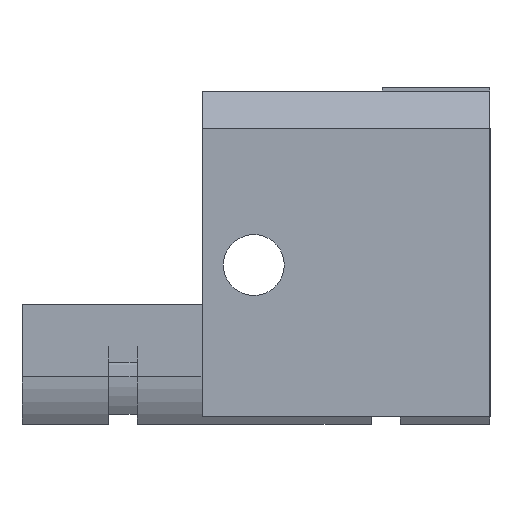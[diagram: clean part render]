
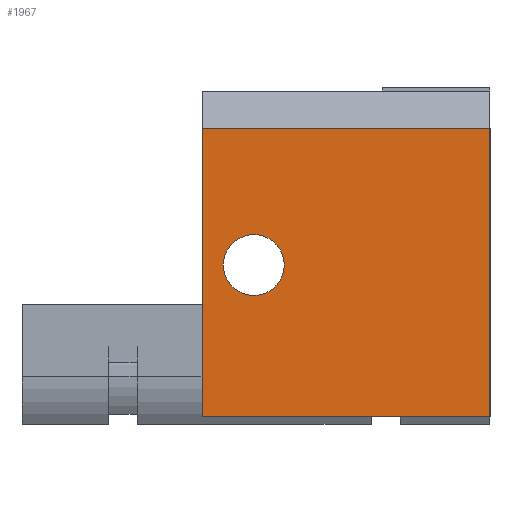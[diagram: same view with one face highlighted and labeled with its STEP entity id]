
A CAD part, left-side view. The second image highlights one B-rep face of the part: STEP entity #1967.
In plain terms, the highlighted planar face has unit normal (-1, 0, 0).
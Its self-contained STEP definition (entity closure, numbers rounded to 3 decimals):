
#217 = VECTOR ( 'NONE', #2888, 1000. ) ;
#218 = CARTESIAN_POINT ( 'NONE',  ( -35.125, 32.1, -38.5 ) ) ;
#274 = LINE ( 'NONE', #3026, #217 ) ;
#441 = DIRECTION ( 'NONE',  ( 0., 0., -1. ) ) ;
#487 = VERTEX_POINT ( 'NONE', #5284 ) ;
#676 = DIRECTION ( 'NONE',  ( 0., 0., -1. ) ) ;
#686 = DIRECTION ( 'NONE',  ( 1., 0., 0. ) ) ;
#710 = EDGE_LOOP ( 'NONE', ( #2011, #2063 ) ) ;
#719 = EDGE_LOOP ( 'NONE', ( #1840, #1898, #1923, #1992 ) ) ;
#770 = CARTESIAN_POINT ( 'NONE',  ( -35.125, 0., 0. ) ) ;
#831 = PLANE ( 'NONE',  #5559 ) ;
#983 = VERTEX_POINT ( 'NONE', #3905 ) ;
#1363 = EDGE_CURVE ( 'NONE', #2345, #983, #274, .T. ) ;
#1557 = CARTESIAN_POINT ( 'NONE',  ( -35.125, 32.1, -38.5 ) ) ;
#1708 = CARTESIAN_POINT ( 'NONE',  ( -35.125, 24.9, -17.5 ) ) ;
#1840 = ORIENTED_EDGE ( 'NONE', *, *, #2292, .T. ) ;
#1898 = ORIENTED_EDGE ( 'NONE', *, *, #3471, .T. ) ;
#1918 = CARTESIAN_POINT ( 'NONE',  ( -35.125, -7.9, 1.5 ) ) ;
#1923 = ORIENTED_EDGE ( 'NONE', *, *, #1363, .T. ) ;
#1967 = ADVANCED_FACE ( 'NONE', ( #6022, #6041 ), #831, .F. ) ;
#1992 = ORIENTED_EDGE ( 'NONE', *, *, #4395, .T. ) ;
#2011 = ORIENTED_EDGE ( 'NONE', *, *, #3771, .F. ) ;
#2028 = CIRCLE ( 'NONE', #6026, 4.225 ) ;
#2063 = ORIENTED_EDGE ( 'NONE', *, *, #5304, .F. ) ;
#2170 = DIRECTION ( 'NONE',  ( 0., 0., 1. ) ) ;
#2292 = EDGE_CURVE ( 'NONE', #2342, #3140, #5410, .T. ) ;
#2342 = VERTEX_POINT ( 'NONE', #1557 ) ;
#2345 = VERTEX_POINT ( 'NONE', #1918 ) ;
#2402 = CARTESIAN_POINT ( 'NONE',  ( -35.125, 24.9, -21.725 ) ) ;
#2434 = DIRECTION ( 'NONE',  ( 0., 0., 1. ) ) ;
#2450 = DIRECTION ( 'NONE',  ( -1., 0., 0. ) ) ;
#2464 = CARTESIAN_POINT ( 'NONE',  ( -35.125, 24.9, -17.5 ) ) ;
#2718 = VECTOR ( 'NONE', #441, 1000. ) ;
#2733 = LINE ( 'NONE', #218, #2718 ) ;
#2858 = CARTESIAN_POINT ( 'NONE',  ( -35.125, -7.9, -38.5 ) ) ;
#2888 = DIRECTION ( 'NONE',  ( 0., 1., 0. ) ) ;
#3026 = CARTESIAN_POINT ( 'NONE',  ( -35.125, -7.9, 1.5 ) ) ;
#3140 = VERTEX_POINT ( 'NONE', #2858 ) ;
#3324 = CIRCLE ( 'NONE', #3565, 4.225 ) ;
#3471 = EDGE_CURVE ( 'NONE', #3140, #2345, #3903, .T. ) ;
#3565 = AXIS2_PLACEMENT_3D ( 'NONE', #2464, #2450, #2434 ) ;
#3771 = EDGE_CURVE ( 'NONE', #487, #4956, #3324, .T. ) ;
#3866 = VECTOR ( 'NONE', #5006, 1000. ) ;
#3903 = LINE ( 'NONE', #5042, #3866 ) ;
#3905 = CARTESIAN_POINT ( 'NONE',  ( -35.125, 32.1, 1.5 ) ) ;
#4395 = EDGE_CURVE ( 'NONE', #983, #2342, #2733, .T. ) ;
#4915 = DIRECTION ( 'NONE',  ( 0., -1., 0. ) ) ;
#4956 = VERTEX_POINT ( 'NONE', #2402 ) ;
#5006 = DIRECTION ( 'NONE',  ( 0., 0., 1. ) ) ;
#5042 = CARTESIAN_POINT ( 'NONE',  ( -35.125, -7.9, -38.5 ) ) ;
#5159 = DIRECTION ( 'NONE',  ( -1., 0., 0. ) ) ;
#5284 = CARTESIAN_POINT ( 'NONE',  ( -35.125, 24.9, -13.275 ) ) ;
#5304 = EDGE_CURVE ( 'NONE', #4956, #487, #2028, .T. ) ;
#5410 = LINE ( 'NONE', #5435, #5431 ) ;
#5431 = VECTOR ( 'NONE', #4915, 1000. ) ;
#5435 = CARTESIAN_POINT ( 'NONE',  ( -35.125, -7.9, -38.5 ) ) ;
#5559 = AXIS2_PLACEMENT_3D ( 'NONE', #770, #686, #676 ) ;
#6022 = FACE_OUTER_BOUND ( 'NONE', #719, .T. ) ;
#6026 = AXIS2_PLACEMENT_3D ( 'NONE', #1708, #5159, #2170 ) ;
#6041 = FACE_BOUND ( 'NONE', #710, .T. ) ;
